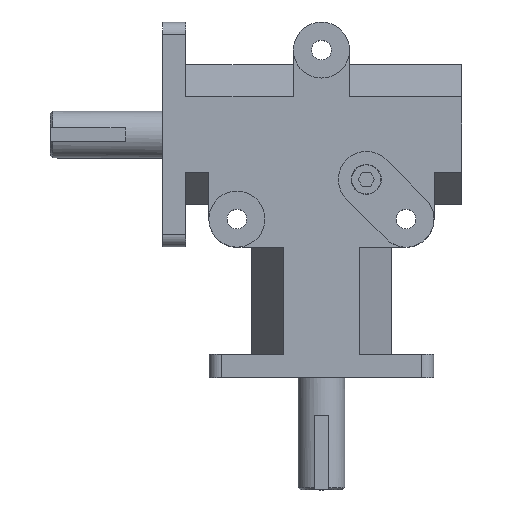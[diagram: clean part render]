
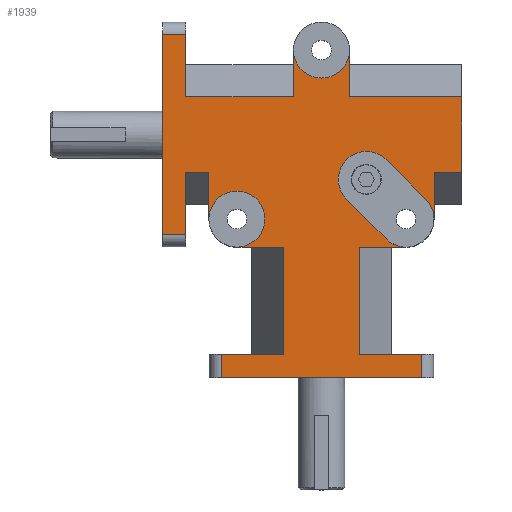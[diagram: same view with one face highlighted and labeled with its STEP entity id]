
A CAD part, top view. The second image highlights one B-rep face of the part: STEP entity #1939.
In plain terms, the highlighted planar face has unit normal (0, 0, 1).
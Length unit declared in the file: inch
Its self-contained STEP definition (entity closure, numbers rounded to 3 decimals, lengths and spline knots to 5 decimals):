
#68=PLANE('',#2105);
#157=FACE_OUTER_BOUND('',#282,.T.);
#282=EDGE_LOOP('',(#1424,#1425,#1426,#1427,#1428,#1429,#1430,#1431,#1432,
#1433,#1434,#1435,#1436,#1437,#1438,#1439,#1440,#1441,#1442,#1443,#1444,
#1445,#1446,#1447,#1448,#1449,#1450,#1451,#1452,#1453));
#394=LINE('',#2889,#585);
#399=LINE('',#2913,#590);
#404=LINE('',#2934,#595);
#406=LINE('',#2943,#597);
#409=LINE('',#2954,#600);
#417=LINE('',#2975,#608);
#419=LINE('',#2983,#610);
#420=LINE('',#2985,#611);
#421=LINE('',#2987,#612);
#422=LINE('',#2991,#613);
#423=LINE('',#2995,#614);
#424=LINE('',#2999,#615);
#425=LINE('',#3001,#616);
#426=LINE('',#3003,#617);
#427=LINE('',#3005,#618);
#428=LINE('',#3007,#619);
#429=LINE('',#3011,#620);
#430=LINE('',#3013,#621);
#431=LINE('',#3014,#622);
#432=LINE('',#3015,#623);
#433=LINE('',#3017,#624);
#434=LINE('',#3019,#625);
#435=LINE('',#3023,#626);
#436=LINE('',#3025,#627);
#437=LINE('',#3026,#628);
#585=VECTOR('',#2324,1.);
#590=VECTOR('',#2345,1.);
#595=VECTOR('',#2364,1.);
#597=VECTOR('',#2372,1.);
#600=VECTOR('',#2383,1.);
#608=VECTOR('',#2401,1.);
#610=VECTOR('',#2409,1.);
#611=VECTOR('',#2410,1.);
#612=VECTOR('',#2411,1.);
#613=VECTOR('',#2414,1.);
#614=VECTOR('',#2417,1.);
#615=VECTOR('',#2420,1.);
#616=VECTOR('',#2421,1.);
#617=VECTOR('',#2422,1.);
#618=VECTOR('',#2423,1.);
#619=VECTOR('',#2424,1.);
#620=VECTOR('',#2427,1.);
#621=VECTOR('',#2428,1.);
#622=VECTOR('',#2429,1.);
#623=VECTOR('',#2430,1.);
#624=VECTOR('',#2431,1.);
#625=VECTOR('',#2432,1.);
#626=VECTOR('',#2435,1.);
#627=VECTOR('',#2436,1.);
#628=VECTOR('',#2437,1.);
#808=CIRCLE('',#2106,0.375);
#809=CIRCLE('',#2107,0.375);
#810=CIRCLE('',#2108,0.375);
#811=CIRCLE('',#2109,0.375);
#812=CIRCLE('',#2110,0.375);
#871=VERTEX_POINT('',#2882);
#874=VERTEX_POINT('',#2887);
#884=VERTEX_POINT('',#2910);
#885=VERTEX_POINT('',#2912);
#891=VERTEX_POINT('',#2927);
#894=VERTEX_POINT('',#2932);
#895=VERTEX_POINT('',#2936);
#898=VERTEX_POINT('',#2941);
#910=VERTEX_POINT('',#2973);
#913=VERTEX_POINT('',#2982);
#914=VERTEX_POINT('',#2984);
#915=VERTEX_POINT('',#2986);
#916=VERTEX_POINT('',#2988);
#917=VERTEX_POINT('',#2990);
#918=VERTEX_POINT('',#2992);
#919=VERTEX_POINT('',#2994);
#920=VERTEX_POINT('',#2996);
#921=VERTEX_POINT('',#2998);
#922=VERTEX_POINT('',#3000);
#923=VERTEX_POINT('',#3002);
#924=VERTEX_POINT('',#3004);
#925=VERTEX_POINT('',#3006);
#926=VERTEX_POINT('',#3008);
#927=VERTEX_POINT('',#3010);
#928=VERTEX_POINT('',#3012);
#929=VERTEX_POINT('',#3016);
#930=VERTEX_POINT('',#3018);
#931=VERTEX_POINT('',#3020);
#932=VERTEX_POINT('',#3022);
#933=VERTEX_POINT('',#3024);
#1068=EDGE_CURVE('',#874,#871,#394,.T.);
#1078=EDGE_CURVE('',#884,#885,#399,.T.);
#1088=EDGE_CURVE('',#894,#891,#404,.T.);
#1092=EDGE_CURVE('',#898,#895,#406,.T.);
#1097=EDGE_CURVE('',#871,#884,#409,.T.);
#1109=EDGE_CURVE('',#910,#894,#417,.T.);
#1113=EDGE_CURVE('',#913,#874,#419,.T.);
#1114=EDGE_CURVE('',#914,#913,#420,.T.);
#1115=EDGE_CURVE('',#915,#914,#421,.T.);
#1116=EDGE_CURVE('',#915,#916,#808,.T.);
#1117=EDGE_CURVE('',#916,#917,#422,.T.);
#1118=EDGE_CURVE('',#917,#918,#809,.T.);
#1119=EDGE_CURVE('',#918,#919,#423,.T.);
#1120=EDGE_CURVE('',#919,#920,#810,.T.);
#1121=EDGE_CURVE('',#921,#920,#424,.T.);
#1122=EDGE_CURVE('',#922,#921,#425,.T.);
#1123=EDGE_CURVE('',#922,#923,#426,.T.);
#1124=EDGE_CURVE('',#924,#923,#427,.T.);
#1125=EDGE_CURVE('',#925,#924,#428,.T.);
#1126=EDGE_CURVE('',#925,#926,#811,.T.);
#1127=EDGE_CURVE('',#927,#926,#429,.T.);
#1128=EDGE_CURVE('',#928,#927,#430,.T.);
#1129=EDGE_CURVE('',#895,#928,#431,.T.);
#1130=EDGE_CURVE('',#891,#898,#432,.T.);
#1131=EDGE_CURVE('',#929,#910,#433,.T.);
#1132=EDGE_CURVE('',#930,#929,#434,.T.);
#1133=EDGE_CURVE('',#930,#931,#812,.T.);
#1134=EDGE_CURVE('',#932,#931,#435,.T.);
#1135=EDGE_CURVE('',#933,#932,#436,.T.);
#1136=EDGE_CURVE('',#885,#933,#437,.T.);
#1424=ORIENTED_EDGE('',*,*,#1068,.F.);
#1425=ORIENTED_EDGE('',*,*,#1113,.F.);
#1426=ORIENTED_EDGE('',*,*,#1114,.F.);
#1427=ORIENTED_EDGE('',*,*,#1115,.F.);
#1428=ORIENTED_EDGE('',*,*,#1116,.T.);
#1429=ORIENTED_EDGE('',*,*,#1117,.T.);
#1430=ORIENTED_EDGE('',*,*,#1118,.T.);
#1431=ORIENTED_EDGE('',*,*,#1119,.T.);
#1432=ORIENTED_EDGE('',*,*,#1120,.T.);
#1433=ORIENTED_EDGE('',*,*,#1121,.F.);
#1434=ORIENTED_EDGE('',*,*,#1122,.F.);
#1435=ORIENTED_EDGE('',*,*,#1123,.T.);
#1436=ORIENTED_EDGE('',*,*,#1124,.F.);
#1437=ORIENTED_EDGE('',*,*,#1125,.F.);
#1438=ORIENTED_EDGE('',*,*,#1126,.T.);
#1439=ORIENTED_EDGE('',*,*,#1127,.F.);
#1440=ORIENTED_EDGE('',*,*,#1128,.F.);
#1441=ORIENTED_EDGE('',*,*,#1129,.F.);
#1442=ORIENTED_EDGE('',*,*,#1092,.F.);
#1443=ORIENTED_EDGE('',*,*,#1130,.F.);
#1444=ORIENTED_EDGE('',*,*,#1088,.F.);
#1445=ORIENTED_EDGE('',*,*,#1109,.F.);
#1446=ORIENTED_EDGE('',*,*,#1131,.F.);
#1447=ORIENTED_EDGE('',*,*,#1132,.F.);
#1448=ORIENTED_EDGE('',*,*,#1133,.T.);
#1449=ORIENTED_EDGE('',*,*,#1134,.F.);
#1450=ORIENTED_EDGE('',*,*,#1135,.F.);
#1451=ORIENTED_EDGE('',*,*,#1136,.F.);
#1452=ORIENTED_EDGE('',*,*,#1078,.F.);
#1453=ORIENTED_EDGE('',*,*,#1097,.F.);
#1939=ADVANCED_FACE('',(#157),#68,.T.);
#2105=AXIS2_PLACEMENT_3D('',#2981,#2407,#2408);
#2106=AXIS2_PLACEMENT_3D('',#2989,#2412,#2413);
#2107=AXIS2_PLACEMENT_3D('',#2993,#2415,#2416);
#2108=AXIS2_PLACEMENT_3D('',#2997,#2418,#2419);
#2109=AXIS2_PLACEMENT_3D('',#3009,#2425,#2426);
#2110=AXIS2_PLACEMENT_3D('',#3021,#2433,#2434);
#2324=DIRECTION('',(0.,-1.,0.));
#2345=DIRECTION('',(0.,1.,0.));
#2364=DIRECTION('',(-1.,0.,0.));
#2372=DIRECTION('',(1.,0.,0.));
#2383=DIRECTION('',(-1.,0.,0.));
#2401=DIRECTION('',(0.,-1.,0.));
#2407=DIRECTION('center_axis',(0.,0.,1.));
#2408=DIRECTION('ref_axis',(-1.,0.,0.));
#2409=DIRECTION('',(1.,0.,0.));
#2410=DIRECTION('',(0.,-1.,0.));
#2411=DIRECTION('',(-1.,0.,0.));
#2412=DIRECTION('center_axis',(0.,0.,-1.));
#2413=DIRECTION('ref_axis',(1.,0.,0.));
#2414=DIRECTION('',(-0.707,0.707,0.));
#2415=DIRECTION('center_axis',(0.,0.,-1.));
#2416=DIRECTION('ref_axis',(1.,0.,0.));
#2417=DIRECTION('',(0.707,-0.707,0.));
#2418=DIRECTION('center_axis',(0.,0.,-1.));
#2419=DIRECTION('ref_axis',(1.,0.,0.));
#2420=DIRECTION('',(0.,-1.,0.));
#2421=DIRECTION('',(-1.,0.,0.));
#2422=DIRECTION('',(0.,1.,0.));
#2423=DIRECTION('',(1.,0.,0.));
#2424=DIRECTION('',(0.,-1.,0.));
#2425=DIRECTION('center_axis',(0.,0.,-1.));
#2426=DIRECTION('ref_axis',(1.,0.,0.));
#2427=DIRECTION('',(0.,1.,0.));
#2428=DIRECTION('',(1.,0.,0.));
#2429=DIRECTION('',(0.,-1.,0.));
#2430=DIRECTION('',(0.,1.,0.));
#2431=DIRECTION('',(-1.,0.,0.));
#2432=DIRECTION('',(0.,1.,0.));
#2433=DIRECTION('center_axis',(0.,0.,-1.));
#2434=DIRECTION('ref_axis',(1.,0.,0.));
#2435=DIRECTION('',(-1.,0.,0.));
#2436=DIRECTION('',(0.,1.,0.));
#2437=DIRECTION('',(1.,0.,0.));
#2882=CARTESIAN_POINT('',(1.34,0.,1.));
#2887=CARTESIAN_POINT('',(1.34,0.31,1.));
#2889=CARTESIAN_POINT('',(1.34,1.21371,1.));
#2910=CARTESIAN_POINT('',(-1.34,0.,1.));
#2912=CARTESIAN_POINT('',(-1.34,0.31,1.));
#2913=CARTESIAN_POINT('',(-1.34,1.36871,1.));
#2927=CARTESIAN_POINT('',(-2.125,1.91,1.));
#2932=CARTESIAN_POINT('',(-1.815,1.91,1.));
#2934=CARTESIAN_POINT('',(-1.0625,1.91,1.));
#2936=CARTESIAN_POINT('',(-1.815,4.59,1.));
#2941=CARTESIAN_POINT('',(-2.125,4.59,1.));
#2943=CARTESIAN_POINT('',(-0.9075,4.59,1.));
#2954=CARTESIAN_POINT('',(-1.5,0.,1.));
#2973=CARTESIAN_POINT('',(-1.815,2.74551,1.));
#2975=CARTESIAN_POINT('',(-1.815,1.75,1.));
#2981=CARTESIAN_POINT('Origin',(0.,2.42743,1.));
#2982=CARTESIAN_POINT('',(0.50449,0.31,1.));
#2983=CARTESIAN_POINT('',(0.9375,0.31,1.));
#2984=CARTESIAN_POINT('',(0.50449,1.745,1.));
#2985=CARTESIAN_POINT('',(0.50449,1.36871,1.));
#2986=CARTESIAN_POINT('',(1.13,1.745,1.));
#2987=CARTESIAN_POINT('',(0.46875,1.745,1.));
#2988=CARTESIAN_POINT('',(0.86483,1.85483,1.));
#2989=CARTESIAN_POINT('Origin',(1.13,2.12,1.));
#2990=CARTESIAN_POINT('',(0.33483,2.38483,1.));
#2991=CARTESIAN_POINT('',(0.50548,2.21419,1.));
#2992=CARTESIAN_POINT('',(0.86517,2.91517,1.));
#2993=CARTESIAN_POINT('Origin',(0.6,2.65,1.));
#2994=CARTESIAN_POINT('',(1.39517,2.38517,1.));
#2995=CARTESIAN_POINT('',(0.77081,3.00952,1.));
#2996=CARTESIAN_POINT('',(1.505,2.12,1.));
#2997=CARTESIAN_POINT('Origin',(1.13,2.12,1.));
#2998=CARTESIAN_POINT('',(1.505,2.74551,1.));
#2999=CARTESIAN_POINT('',(1.505,2.12,1.));
#3000=CARTESIAN_POINT('',(1.875,2.74551,1.));
#3001=CARTESIAN_POINT('',(0.7525,2.74551,1.));
#3002=CARTESIAN_POINT('',(1.875,3.75449,1.));
#3003=CARTESIAN_POINT('',(1.875,0.30768,1.));
#3004=CARTESIAN_POINT('',(0.375,3.75449,1.));
#3005=CARTESIAN_POINT('',(0.9075,3.75449,1.));
#3006=CARTESIAN_POINT('',(0.375,4.38,1.));
#3007=CARTESIAN_POINT('',(0.375,3.30746,1.));
#3008=CARTESIAN_POINT('',(-0.375,4.38,1.));
#3009=CARTESIAN_POINT('Origin',(0.,4.38,1.));
#3010=CARTESIAN_POINT('',(-0.375,3.75449,1.));
#3011=CARTESIAN_POINT('',(-0.375,4.1875,1.));
#3012=CARTESIAN_POINT('',(-1.815,3.75449,1.));
#3013=CARTESIAN_POINT('',(-0.1875,3.75449,1.));
#3014=CARTESIAN_POINT('',(-1.815,3.30746,1.));
#3015=CARTESIAN_POINT('',(-2.125,1.75,1.));
#3016=CARTESIAN_POINT('',(-1.505,2.74551,1.));
#3017=CARTESIAN_POINT('',(-0.9075,2.74551,1.));
#3018=CARTESIAN_POINT('',(-1.505,2.12,1.));
#3019=CARTESIAN_POINT('',(-1.505,2.36996,1.));
#3020=CARTESIAN_POINT('',(-1.13,1.745,1.));
#3021=CARTESIAN_POINT('Origin',(-1.13,2.12,1.));
#3022=CARTESIAN_POINT('',(-0.50449,1.745,1.));
#3023=CARTESIAN_POINT('',(-0.9375,1.745,1.));
#3024=CARTESIAN_POINT('',(-0.50449,0.31,1.));
#3025=CARTESIAN_POINT('',(-0.50449,2.08621,1.));
#3026=CARTESIAN_POINT('',(-0.46875,0.31,1.));
